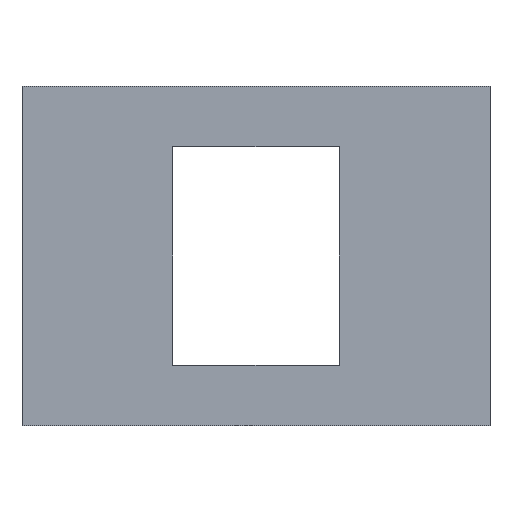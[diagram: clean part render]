
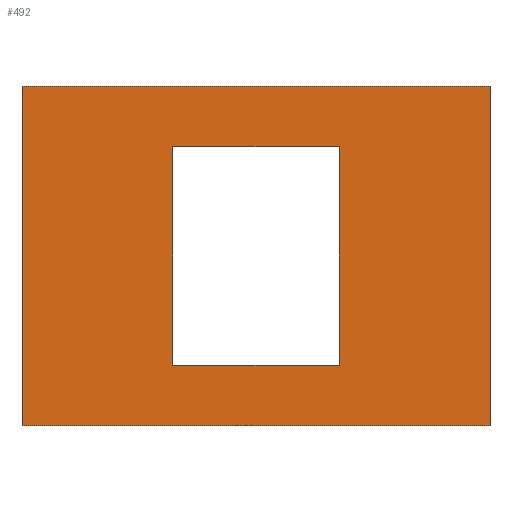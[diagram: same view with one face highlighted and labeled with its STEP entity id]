
A CAD part, front view. The second image highlights one B-rep face of the part: STEP entity #492.
In plain terms, the highlighted planar face has unit normal (0, -1, 0).
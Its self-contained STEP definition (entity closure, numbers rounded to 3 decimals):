
#42=FACE_BOUND('',#100,.T.);
#66=FACE_OUTER_BOUND('',#99,.T.);
#99=EDGE_LOOP('',(#443,#444,#445,#446));
#100=EDGE_LOOP('',(#447,#448,#449,#450));
#134=LINE('',#770,#188);
#139=LINE('',#777,#193);
#141=LINE('',#781,#195);
#144=LINE('',#785,#198);
#147=LINE('',#801,#201);
#150=LINE('',#806,#204);
#152=LINE('',#810,#206);
#154=LINE('',#813,#208);
#188=VECTOR('',#631,10.);
#193=VECTOR('',#638,10.);
#195=VECTOR('',#642,10.);
#198=VECTOR('',#647,10.);
#201=VECTOR('',#664,10.);
#204=VECTOR('',#669,10.);
#206=VECTOR('',#673,10.);
#208=VECTOR('',#677,10.);
#241=VERTEX_POINT('',#768);
#242=VERTEX_POINT('',#769);
#243=VERTEX_POINT('',#776);
#244=VERTEX_POINT('',#780);
#249=VERTEX_POINT('',#799);
#250=VERTEX_POINT('',#800);
#251=VERTEX_POINT('',#805);
#252=VERTEX_POINT('',#809);
#294=EDGE_CURVE('',#241,#242,#134,.T.);
#299=EDGE_CURVE('',#242,#243,#139,.T.);
#301=EDGE_CURVE('',#243,#244,#141,.T.);
#304=EDGE_CURVE('',#244,#241,#144,.T.);
#311=EDGE_CURVE('',#249,#250,#147,.T.);
#314=EDGE_CURVE('',#251,#249,#150,.T.);
#316=EDGE_CURVE('',#252,#251,#152,.T.);
#318=EDGE_CURVE('',#250,#252,#154,.T.);
#443=ORIENTED_EDGE('',*,*,#318,.F.);
#444=ORIENTED_EDGE('',*,*,#311,.F.);
#445=ORIENTED_EDGE('',*,*,#314,.F.);
#446=ORIENTED_EDGE('',*,*,#316,.F.);
#447=ORIENTED_EDGE('',*,*,#301,.T.);
#448=ORIENTED_EDGE('',*,*,#304,.T.);
#449=ORIENTED_EDGE('',*,*,#294,.T.);
#450=ORIENTED_EDGE('',*,*,#299,.T.);
#468=PLANE('',#551);
#492=ADVANCED_FACE('',(#66,#42),#468,.F.);
#551=AXIS2_PLACEMENT_3D('',#814,#678,#679);
#631=DIRECTION('',(0.,0.,1.));
#638=DIRECTION('',(1.,0.,0.));
#642=DIRECTION('',(0.,0.,-1.));
#647=DIRECTION('',(-1.,0.,0.));
#664=DIRECTION('',(1.,0.,0.));
#669=DIRECTION('',(0.,0.,1.));
#673=DIRECTION('',(-1.,0.,0.));
#677=DIRECTION('',(0.,0.,-1.));
#678=DIRECTION('center_axis',(0.,1.,0.));
#679=DIRECTION('ref_axis',(0.,0.,1.));
#768=CARTESIAN_POINT('',(-21.,0.,-18.5));
#769=CARTESIAN_POINT('',(-21.,0.,-4.));
#770=CARTESIAN_POINT('',(-21.,0.,-7.625));
#776=CARTESIAN_POINT('',(-10.,0.,-4.));
#777=CARTESIAN_POINT('',(-12.75,0.,-4.));
#780=CARTESIAN_POINT('',(-10.,0.,-18.5));
#781=CARTESIAN_POINT('',(-10.,0.,-14.875));
#785=CARTESIAN_POINT('',(-18.25,0.,-18.5));
#799=CARTESIAN_POINT('',(-31.,0.,0.));
#800=CARTESIAN_POINT('',(0.,0.,0.));
#801=CARTESIAN_POINT('',(-31.,0.,0.));
#805=CARTESIAN_POINT('',(-31.,0.,-22.5));
#806=CARTESIAN_POINT('',(-31.,0.,-22.5));
#809=CARTESIAN_POINT('',(0.,0.,-22.5));
#810=CARTESIAN_POINT('',(0.,0.,-22.5));
#813=CARTESIAN_POINT('',(0.,0.,0.));
#814=CARTESIAN_POINT('Origin',(-15.5,0.,-11.25));
